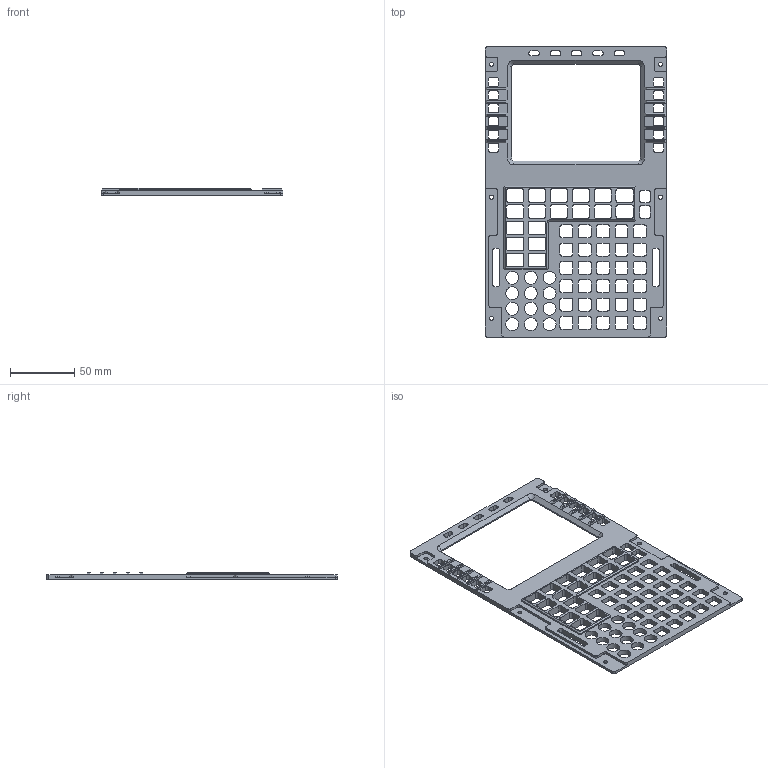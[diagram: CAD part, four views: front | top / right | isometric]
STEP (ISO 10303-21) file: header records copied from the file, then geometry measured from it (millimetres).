
FILE_DESCRIPTION(('Open CASCADE Model'),'2;1');
FILE_NAME('Open CASCADE Shape Model','2021-12-26T16:18:28',('Author'),( 'Open CASCADE'),'Open CASCADE STEP processor 7.5','Open CASCADE 7.5' ,'Unknown');
FILE_SCHEMA(('AUTOMOTIVE_DESIGN { 1 0 10303 214 1 1 1 1 }'));
Length unit declared in the file: millimetre
Products named in the file (5): Open CASCADE STEP translator 7.5 1; Open CASCADE STEP translator 7.5 1.1; Open CASCADE STEP translator 7.5 1.1.1; Open CASCADE STEP translator 7.5 1.1.2; Open CASCADE STEP translator 7.5 1.1.7
Assembly tree (12 placements, depth 3):
  Open CASCADE STEP translator 7.5 1
    Open CASCADE STEP translator 7.5 1.1
      Open CASCADE STEP translator 7.5 1.1.1
      Open CASCADE STEP translator 7.5 1.1.2  x5
      Open CASCADE STEP translator 7.5 1.1.7  x5
Bounding box: 141 x 225 x 6.06 mm (x, y, z)
Volume: 64490.2 mm3; surface area: 52204.3 mm2
Topology: 11 solids, 11 shells, 765 faces, 2186 edges, 1444 vertices
Faces by surface type: plane 425, cylinder 330, cone 10
Full cylindrical faces by diameter (mm): 3.2 x6, 10 x12
Entity records: 49841 total; most frequent: CARTESIAN_POINT 10166, DIRECTION 7335, LINE 4208, VECTOR 4208, ORIENTED_EDGE 4020, PCURVE 4020, DEFINITIONAL_REPRESENTATION 4020, EDGE_CURVE 2010
